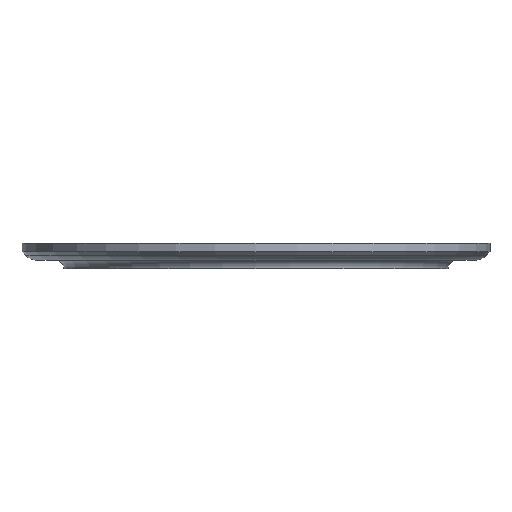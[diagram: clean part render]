
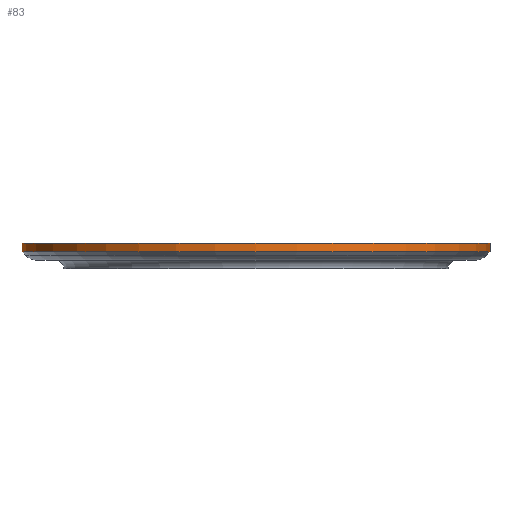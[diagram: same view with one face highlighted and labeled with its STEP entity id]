
A CAD part, front view. The second image highlights one B-rep face of the part: STEP entity #83.
In plain terms, the highlighted cylindrical face has radius 28 mm (diameter 56 mm), a full revolution.
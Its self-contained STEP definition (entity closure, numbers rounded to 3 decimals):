
#83 = ADVANCED_FACE( '', ( #145, #146 ), #147, .T. );
#145 = FACE_OUTER_BOUND( '', #238, .T. );
#146 = FACE_OUTER_BOUND( '', #239, .T. );
#147 = CYLINDRICAL_SURFACE( '', #240, 28. );
#238 = EDGE_LOOP( '', ( #395 ) );
#239 = EDGE_LOOP( '', ( #396 ) );
#240 = AXIS2_PLACEMENT_3D( '', #397, #398, #399 );
#395 = ORIENTED_EDGE( '', *, *, #611, .T. );
#396 = ORIENTED_EDGE( '', *, *, #620, .T. );
#397 = CARTESIAN_POINT( '', ( 0., 0., 2. ) );
#398 = DIRECTION( '', ( 0., 0., 1. ) );
#399 = DIRECTION( '', ( -1., 0., 0. ) );
#611 = EDGE_CURVE( '', #732, #732, #733, .F. );
#620 = EDGE_CURVE( '', #750, #750, #751, .T. );
#732 = VERTEX_POINT( '', #890 );
#733 = CIRCLE( '', #891, 28. );
#750 = VERTEX_POINT( '', #910 );
#751 = CIRCLE( '', #911, 28. );
#890 = CARTESIAN_POINT( '', ( -28., 0., 1. ) );
#891 = AXIS2_PLACEMENT_3D( '', #1083, #1084, #1085 );
#910 = CARTESIAN_POINT( '', ( 28., 0., 2. ) );
#911 = AXIS2_PLACEMENT_3D( '', #1106, #1107, #1108 );
#1083 = CARTESIAN_POINT( '', ( 0., 0., 1. ) );
#1084 = DIRECTION( '', ( 0., 0., -1. ) );
#1085 = DIRECTION( '', ( -1., 0., 0. ) );
#1106 = CARTESIAN_POINT( '', ( 0., 0., 2. ) );
#1107 = DIRECTION( '', ( 0., 0., -1. ) );
#1108 = DIRECTION( '', ( 1., 0., 0. ) );
